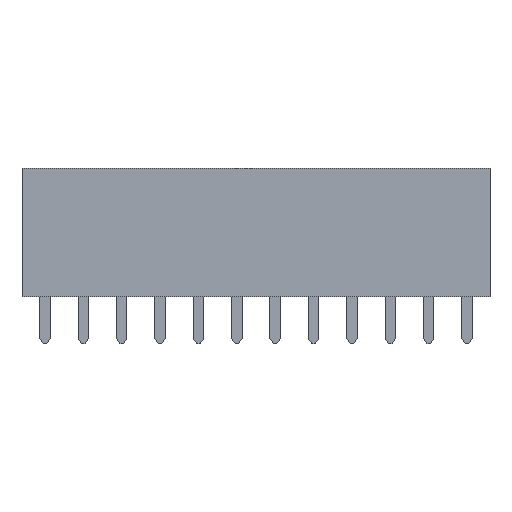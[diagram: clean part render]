
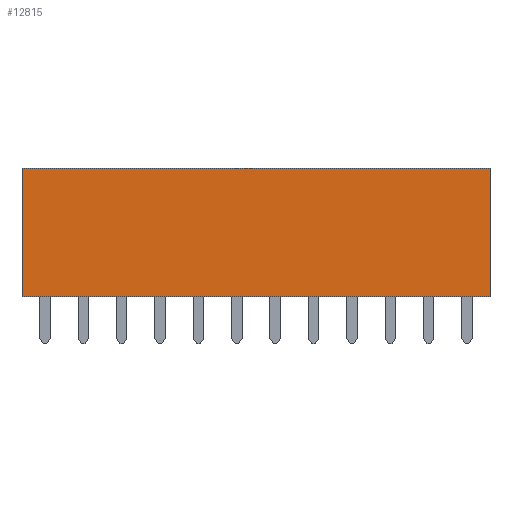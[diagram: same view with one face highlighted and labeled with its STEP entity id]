
A CAD part, front view. The second image highlights one B-rep face of the part: STEP entity #12815.
In plain terms, the highlighted planar face has unit normal (0, -1, 0).
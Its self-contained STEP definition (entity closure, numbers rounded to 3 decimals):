
#1880=ORIENTED_EDGE('',*,*,#3968,.T.);
#1881=ORIENTED_EDGE('',*,*,#3969,.T.);
#1882=ORIENTED_EDGE('',*,*,#3956,.T.);
#1883=ORIENTED_EDGE('',*,*,#3967,.T.);
#3956=EDGE_CURVE('',#5003,#5002,#6048,.T.);
#3967=EDGE_CURVE('',#5002,#5011,#6059,.T.);
#3968=EDGE_CURVE('',#5011,#5012,#6060,.T.);
#3969=EDGE_CURVE('',#5012,#5003,#6061,.T.);
#5002=VERTEX_POINT('',#18344);
#5003=VERTEX_POINT('',#18346);
#5011=VERTEX_POINT('',#18366);
#5012=VERTEX_POINT('',#18370);
#6048=LINE('',#18345,#7284);
#6059=LINE('',#18367,#7295);
#6060=LINE('',#18369,#7296);
#6061=LINE('',#18371,#7297);
#7284=VECTOR('',#15274,1000.);
#7295=VECTOR('',#15289,1000.);
#7296=VECTOR('',#15292,1000.);
#7297=VECTOR('',#15293,1000.);
#7793=EDGE_LOOP('',(#1880,#1881,#1882,#1883));
#8319=FACE_BOUND('',#7793,.T.);
#8845=PLANE('',#13372);
#12815=ADVANCED_FACE('',(#8319),#8845,.T.);
#13372=AXIS2_PLACEMENT_3D('',#18368,#15290,#15291);
#15274=DIRECTION('',(1.,0.,0.));
#15289=DIRECTION('',(0.,0.,1.));
#15290=DIRECTION('',(0.,-1.,0.));
#15291=DIRECTION('',(0.,0.,-1.));
#15292=DIRECTION('',(-1.,0.,0.));
#15293=DIRECTION('',(0.,0.,-1.));
#18344=CARTESIAN_POINT('',(15.49,-1.25,-4.25));
#18345=CARTESIAN_POINT('',(-15.49,-1.25,-4.25));
#18346=CARTESIAN_POINT('',(-15.49,-1.25,-4.25));
#18366=CARTESIAN_POINT('',(15.49,-1.25,4.25));
#18367=CARTESIAN_POINT('',(15.49,-1.25,-4.25));
#18368=CARTESIAN_POINT('',(0.,-1.25,0.));
#18369=CARTESIAN_POINT('',(15.49,-1.25,4.25));
#18370=CARTESIAN_POINT('',(-15.49,-1.25,4.25));
#18371=CARTESIAN_POINT('',(-15.49,-1.25,4.25));
